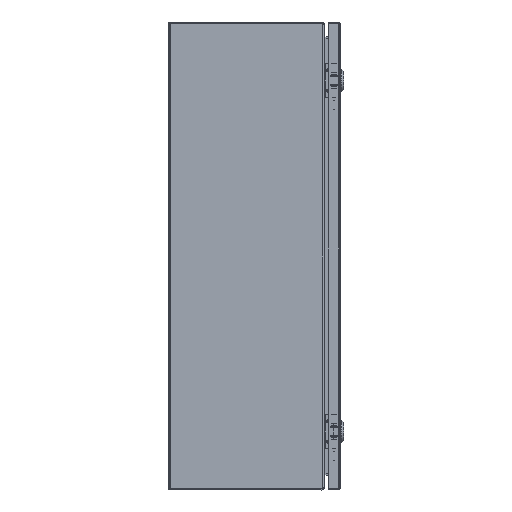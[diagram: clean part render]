
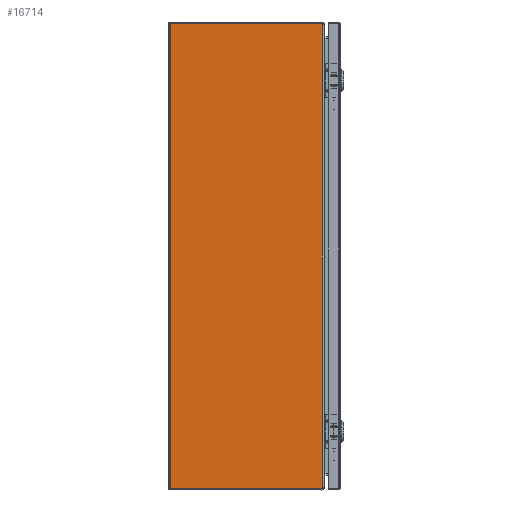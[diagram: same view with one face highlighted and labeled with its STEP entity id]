
A CAD part, left-side view. The second image highlights one B-rep face of the part: STEP entity #16714.
In plain terms, the highlighted planar face has unit normal (-1, 0, 0).
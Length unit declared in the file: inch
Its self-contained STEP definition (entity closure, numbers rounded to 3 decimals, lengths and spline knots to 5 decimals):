
#1287 = LINE ( 'NONE', #26414, #15568 ) ;
#1836 = EDGE_CURVE ( 'NONE', #14253, #15988, #8305, .T. ) ;
#1854 = ORIENTED_EDGE ( 'NONE', *, *, #23061, .F. ) ;
#2214 = LINE ( 'NONE', #21419, #8457 ) ;
#2368 = CIRCLE ( 'NONE', #12100, 0.25 ) ;
#4955 = DIRECTION ( 'NONE',  ( 0., 1., 0. ) ) ;
#5727 = DIRECTION ( 'NONE',  ( 0., 0., 1. ) ) ;
#6662 = CARTESIAN_POINT ( 'NONE',  ( -15., -7.892, 83.298 ) ) ;
#7376 = FACE_OUTER_BOUND ( 'NONE', #24371, .T. ) ;
#7617 = VECTOR ( 'NONE', #19218, 39.37008 ) ;
#7862 = VERTEX_POINT ( 'NONE', #14041 ) ;
#8305 = LINE ( 'NONE', #14781, #21752 ) ;
#8457 = VECTOR ( 'NONE', #21546, 39.37008 ) ;
#8965 = EDGE_CURVE ( 'NONE', #11000, #22049, #2214, .T. ) ;
#9892 = AXIS2_PLACEMENT_3D ( 'NONE', #13449, #13162, #19777 ) ;
#10304 = EDGE_CURVE ( 'NONE', #14253, #11000, #1287, .T. ) ;
#11000 = VERTEX_POINT ( 'NONE', #15194 ) ;
#11591 = ORIENTED_EDGE ( 'NONE', *, *, #12290, .F. ) ;
#11663 = CIRCLE ( 'NONE', #27059, 0.25 ) ;
#12100 = AXIS2_PLACEMENT_3D ( 'NONE', #18829, #17049, #21166 ) ;
#12290 = EDGE_CURVE ( 'NONE', #22049, #14454, #11663, .T. ) ;
#12422 = ORIENTED_EDGE ( 'NONE', *, *, #10304, .F. ) ;
#13162 = DIRECTION ( 'NONE',  ( 1., 0., 0. ) ) ;
#13368 = CARTESIAN_POINT ( 'NONE',  ( -15., -7.82264, -11.92789 ) ) ;
#13449 = CARTESIAN_POINT ( 'NONE',  ( -15., -0.072, 83.298 ) ) ;
#13579 = PLANE ( 'NONE',  #9892 ) ;
#14041 = CARTESIAN_POINT ( 'NONE',  ( -15., -7.892, -11.91807 ) ) ;
#14253 = VERTEX_POINT ( 'NONE', #22469 ) ;
#14454 = VERTEX_POINT ( 'NONE', #19962 ) ;
#14653 = EDGE_CURVE ( 'NONE', #7862, #15988, #2368, .T. ) ;
#14781 = CARTESIAN_POINT ( 'NONE',  ( -15., -0.108, -11.92789 ) ) ;
#15194 = CARTESIAN_POINT ( 'NONE',  ( -15., -0.108, 11.92789 ) ) ;
#15568 = VECTOR ( 'NONE', #5727, 39.37008 ) ;
#15988 = VERTEX_POINT ( 'NONE', #13368 ) ;
#16714 = ADVANCED_FACE ( 'NONE', ( #7376 ), #13579, .F. ) ;
#17049 = DIRECTION ( 'NONE',  ( 1., 0., 0. ) ) ;
#17256 = ORIENTED_EDGE ( 'NONE', *, *, #1836, .T. ) ;
#18183 = ORIENTED_EDGE ( 'NONE', *, *, #8965, .F. ) ;
#18829 = CARTESIAN_POINT ( 'NONE',  ( -15., -7.82264, -11.67789 ) ) ;
#19218 = DIRECTION ( 'NONE',  ( 0., 0., -1. ) ) ;
#19777 = DIRECTION ( 'NONE',  ( 0., 1., 0. ) ) ;
#19962 = CARTESIAN_POINT ( 'NONE',  ( -15., -7.892, 11.91807 ) ) ;
#21114 = DIRECTION ( 'NONE',  ( 0., -1., 0. ) ) ;
#21166 = DIRECTION ( 'NONE',  ( 0., 1., 0. ) ) ;
#21419 = CARTESIAN_POINT ( 'NONE',  ( -15., -0.108, 11.92789 ) ) ;
#21511 = CARTESIAN_POINT ( 'NONE',  ( -15., -7.82264, 11.67789 ) ) ;
#21546 = DIRECTION ( 'NONE',  ( 0., -1., 0. ) ) ;
#21752 = VECTOR ( 'NONE', #21114, 39.37008 ) ;
#22049 = VERTEX_POINT ( 'NONE', #25290 ) ;
#22469 = CARTESIAN_POINT ( 'NONE',  ( -15., -0.108, -11.92789 ) ) ;
#23061 = EDGE_CURVE ( 'NONE', #14454, #7862, #23770, .T. ) ;
#23155 = ORIENTED_EDGE ( 'NONE', *, *, #14653, .F. ) ;
#23591 = DIRECTION ( 'NONE',  ( 1., 0., 0. ) ) ;
#23770 = LINE ( 'NONE', #6662, #7617 ) ;
#24371 = EDGE_LOOP ( 'NONE', ( #11591, #18183, #12422, #17256, #23155, #1854 ) ) ;
#25290 = CARTESIAN_POINT ( 'NONE',  ( -15., -7.82264, 11.92789 ) ) ;
#26414 = CARTESIAN_POINT ( 'NONE',  ( -15., -0.108, -11.892 ) ) ;
#27059 = AXIS2_PLACEMENT_3D ( 'NONE', #21511, #23591, #4955 ) ;
